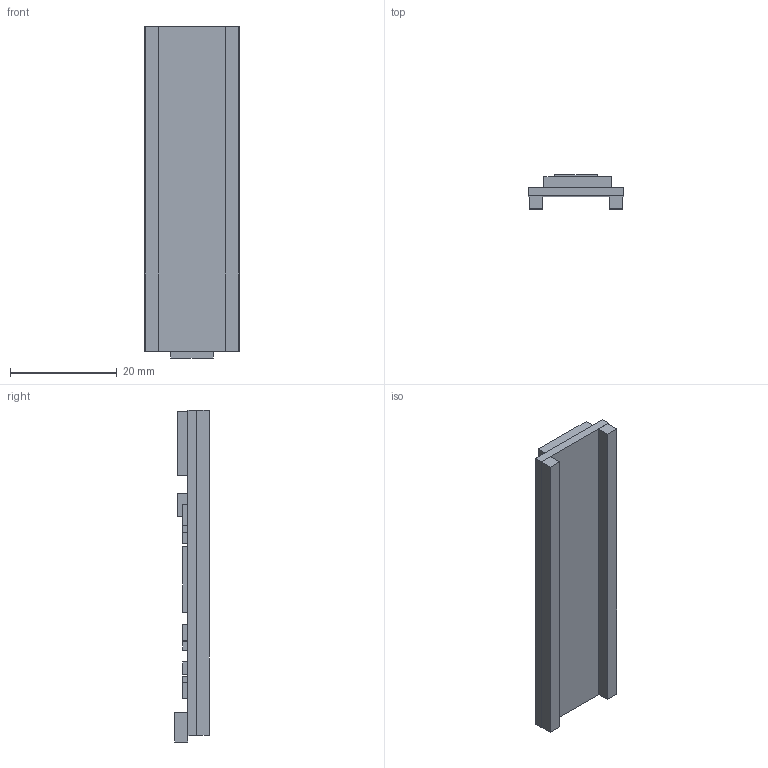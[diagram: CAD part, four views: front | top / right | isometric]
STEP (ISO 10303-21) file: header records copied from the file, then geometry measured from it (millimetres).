
FILE_DESCRIPTION (( 'STEP AP214' ), '1' );
FILE_NAME ('Teensy4.1.STEP', '2020-07-23T23:50:41', ( '' ), ( '' ), 'SwSTEP 2.0', 'SolidWorks 2017', '' );
FILE_SCHEMA (( 'AUTOMOTIVE_DESIGN' ));
Length unit declared in the file: millimetre
Products named in the file (1): Teensy4.1
Bounding box: 17.8 x 6.5 x 62.16 mm (x, y, z)
Volume: 3122.4 mm3; surface area: 3385.8 mm2
Topology: 1 solids, 1 shells, 77 faces, 184 edges, 122 vertices
Faces by surface type: plane 77
Entity records: 2997 total; most frequent: CARTESIAN_POINT 384, ORIENTED_EDGE 368, DIRECTION 340, LINE 184, VECTOR 184, EDGE_CURVE 184, VERTEX_POINT 122, EDGE_LOOP 90
